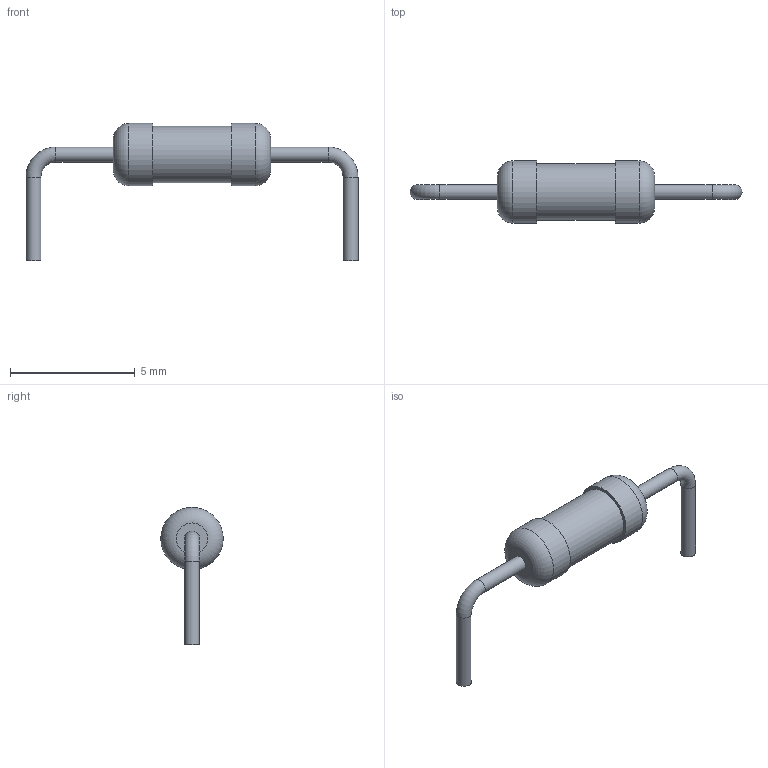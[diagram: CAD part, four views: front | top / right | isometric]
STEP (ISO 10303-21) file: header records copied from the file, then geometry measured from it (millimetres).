
FILE_DESCRIPTION(/* description */ ('model of R_Axial_DIN0207_L6.3mm_D2.5mm_P12.70mm_Horizontal'),/* implementation_level */ '2;1');
FILE_NAME(/* name */ 'R_Axial_DIN0207_L6.3mm_D2.5mm_P12.70mm_Horizontal.step',/* time_stamp */ '2020-05-23T15:57:06',/* author */ ('kicad StepUp','ksu'),/* organization */ ('FreeCAD'),/* preprocessor_version */ 'OCC',/* originating_system */ 'kicad StepUp',/* authorisation */ '');
FILE_SCHEMA(('AUTOMOTIVE_DESIGN { 1 0 10303 214 1 1 1 1 }'));
Length unit declared in the file: millimetre
Products named in the file (1): R_Axial_DIN0207_L63mm_D25mm_P1270mm_Horizontal
Bounding box: 13.3 x 2.5 x 5.5 mm (x, y, z)
Volume: 30.8 mm3; surface area: 80.8 mm2
Topology: 1 solids, 1 shells, 17 faces, 27 edges, 16 vertices
Faces by surface type: cylinder 7, plane 6, torus 4
Full cylindrical faces by diameter (mm): 0.6 x4, 2.25 x1, 2.5 x2
Entity records: 886 total; most frequent: CARTESIAN_POINT 177, DIRECTION 115, ORIENTED_EDGE 54, PCURVE 54, DEFINITIONAL_REPRESENTATION 54, AXIS2_PLACEMENT_3D 38, LINE 37, VECTOR 37
